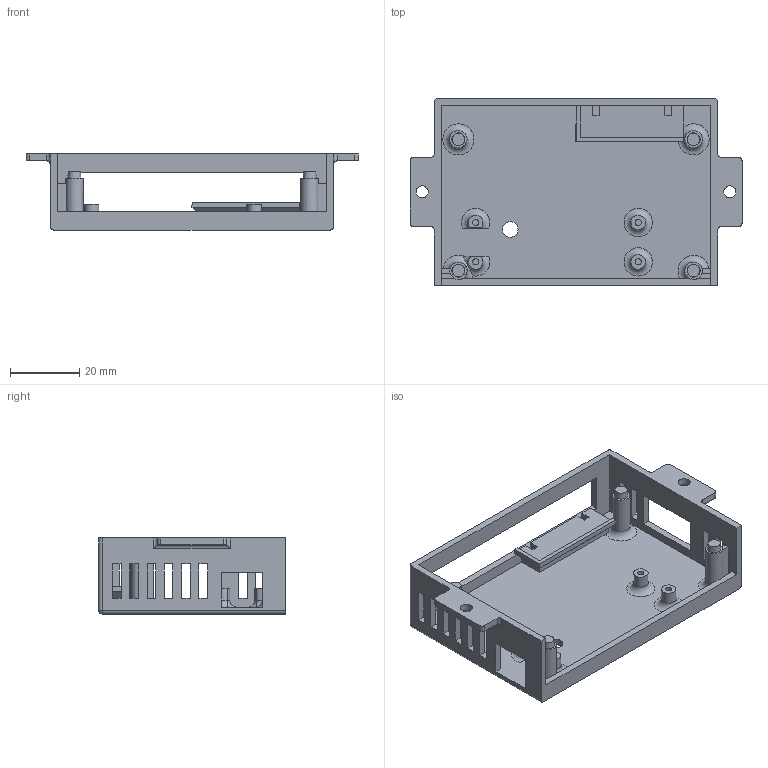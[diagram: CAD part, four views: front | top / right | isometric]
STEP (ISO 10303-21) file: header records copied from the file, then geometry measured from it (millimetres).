
FILE_DESCRIPTION(/* description */ ('STEP AP242','CAx-IF Rec.Pracs.---Representation and Presentation of Product Manufacturing Information (PMI)---4.0---2014-10-13','CAx-IF Rec.Pracs.---3D Tessellated Geometry---0.4---2014-09-14','2;1'),/* implementation_level */ '2;1');
FILE_NAME(/* name */ '63cd9469b9de9822f3eedab6',/* time_stamp */ '2023-01-22T19:54:18+00:00',/* author */ (''),/* organization */ (''),/* preprocessor_version */ 'ST-DEVELOPER v18.102',/* originating_system */ ' ',/* authorisation */ ' ');
FILE_SCHEMA (('AP242_MANAGED_MODEL_BASED_3D_ENGINEERING_MIM_LF { 1 0 10303 442 1 1 4 }'));
Length unit declared in the file: metre
Products named in the file (1): MicroStepperEnclosure V7.2
Bounding box: 96 x 54 x 22 mm (x, y, z)
Volume: 17489 mm3; surface area: 18089.3 mm2
Topology: 1 solids, 1 shells, 167 faces, 445 edges, 288 vertices
Faces by surface type: plane 123, cylinder 30, torus 8, cone 4, sphere 2
Full cylindrical faces by diameter (mm): 1.8 x4, 3.5 x2, 4.2 x2, 4.5 x1, 5 x4
Entity records: 5106 total; most frequent: CARTESIAN_POINT 928, ORIENTED_EDGE 838, DIRECTION 822, EDGE_CURVE 419, LINE 328, VECTOR 328, VERTEX_POINT 285, AXIS2_PLACEMENT_3D 247
